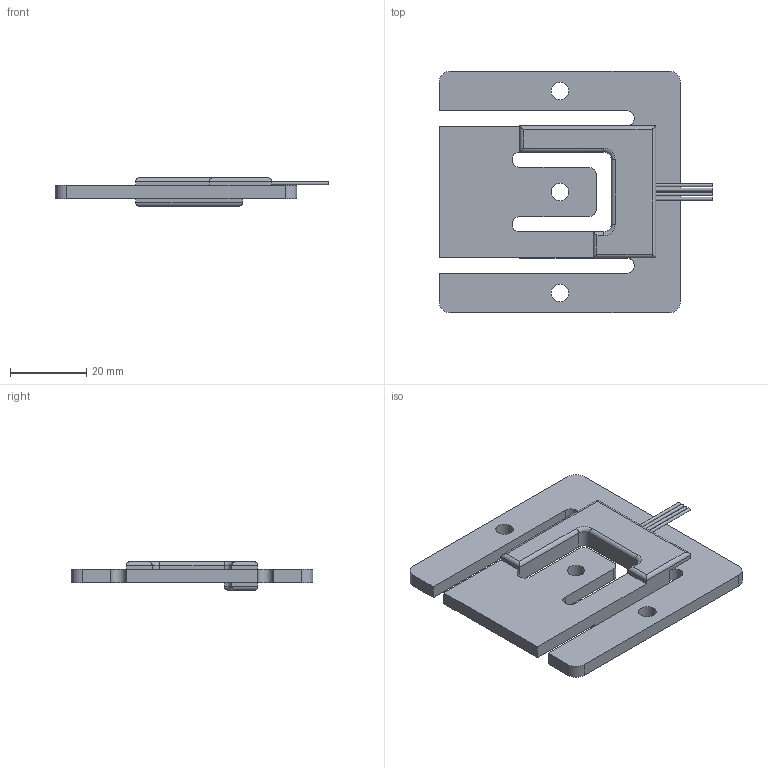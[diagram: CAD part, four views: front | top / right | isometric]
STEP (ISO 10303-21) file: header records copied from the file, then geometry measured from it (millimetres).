
FILE_DESCRIPTION(/* description */ (''),/* implementation_level */ '2;1');
FILE_NAME(/* name */ '202WA-37.5lb v1.step',/* time_stamp */ '2020-01-21T14:27:30-08:00',/* author */ (''),/* organization */ (''),/* preprocessor_version */ 'ST-DEVELOPER v18',/* originating_system */ 'Autodesk Translation Framework v8.12.0.6',/* authorisation */ '');
FILE_SCHEMA (('AUTOMOTIVE_DESIGN { 1 0 10303 214 3 1 1 }'));
Length unit declared in the file: millimetre
Products named in the file (1): 202WA-37.5lb
Bounding box: 72 x 63.5 x 7.5 mm (x, y, z)
Volume: 13183.6 mm3; surface area: 9308.1 mm2
Topology: 1 solids, 1 shells, 66 faces, 180 edges, 118 vertices
Faces by surface type: cylinder 32, plane 31, torus 3
Full cylindrical faces by diameter (mm): 0.8 x4, 4.6 x3
Entity records: 2166 total; most frequent: DIRECTION 383, CARTESIAN_POINT 378, ORIENTED_EDGE 360, EDGE_CURVE 180, AXIS2_PLACEMENT_3D 137, VERTEX_POINT 118, LINE 109, VECTOR 109
